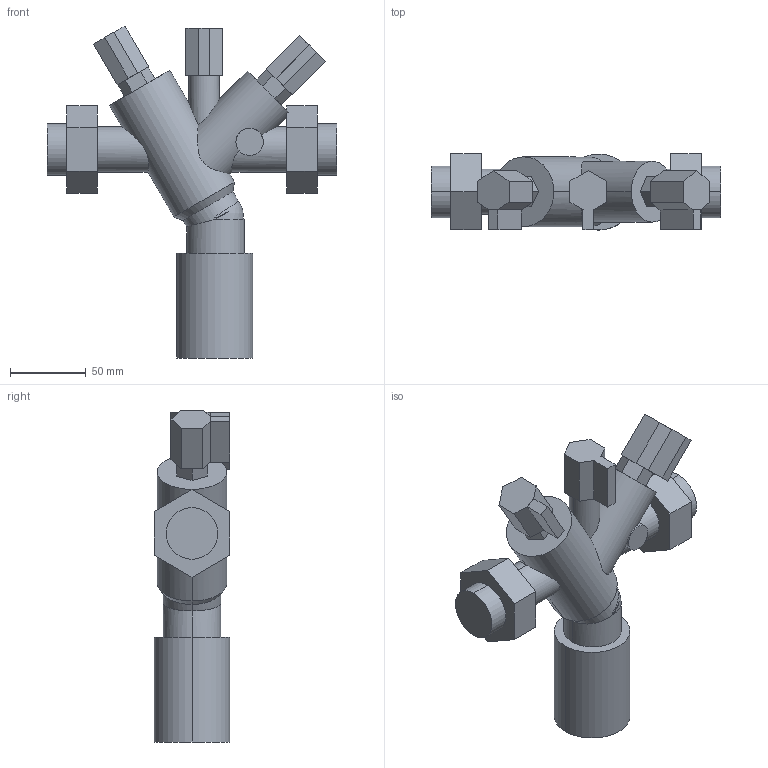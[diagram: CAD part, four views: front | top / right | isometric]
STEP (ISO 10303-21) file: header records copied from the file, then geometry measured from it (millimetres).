
FILE_DESCRIPTION(('no description'),'unknown implementation level');
FILE_NAME('VDI3805_BA295I-1A_3D.stp',' ',('pit-cup GmbH'),('ccLab - KiM Gmbh - www.kimweb.de'),'unknown preprocess','ACIS','unknown authorization');
FILE_SCHEMA(('automotive_design'));
Length unit declared in the file: millimetre
Products named in the file (1): 1
Bounding box: 191 x 50 x 218.88 mm (x, y, z)
Volume: 603834.8 mm3; surface area: 73728.8 mm2
Topology: 1 solids, 1 shells, 114 faces, 303 edges, 199 vertices
Faces by surface type: plane 84, cylinder 26, sphere 2, cone 2
Entity records: 11176 total; most frequent: CARTESIAN_POINT 4879, STYLED_ITEM 617, PRESENTATION_STYLE_ASSIGNMENT 617, COLOUR_RGB 617, ORIENTED_EDGE 606, DIRECTION 569, EDGE_CURVE 303, CURVE_STYLE 303
